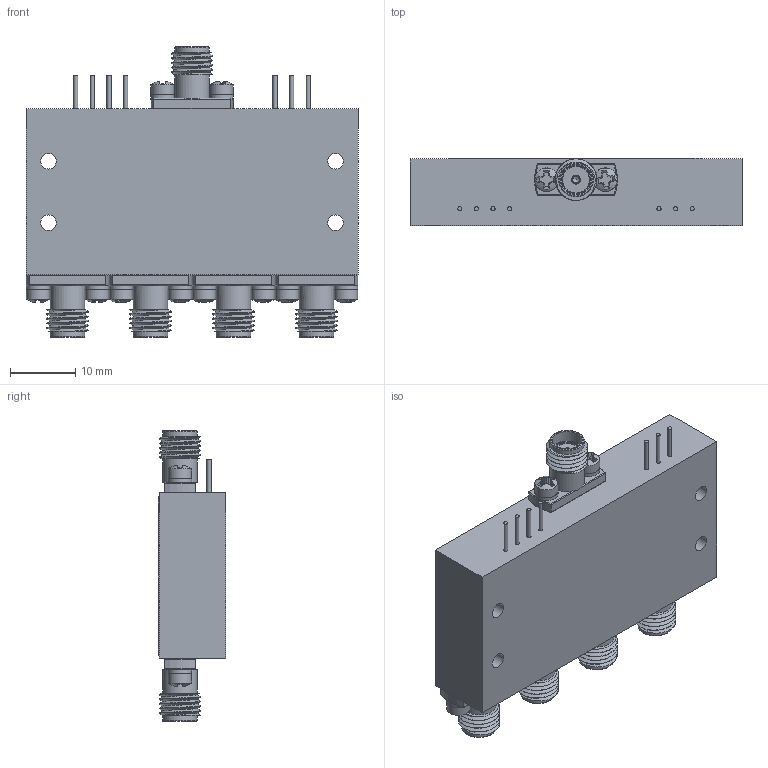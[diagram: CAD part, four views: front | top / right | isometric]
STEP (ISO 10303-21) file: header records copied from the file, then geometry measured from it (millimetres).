
FILE_DESCRIPTION (( 'STEP AP214' ), '1' );
FILE_NAME ('P4T-2G18G-60-T-512-SFF-LV.STEP', '2026-01-29T14:10:08', ( '' ), ( '' ), 'SwSTEP 2.0', 'SolidWorks 2025', '' );
FILE_SCHEMA (( 'AUTOMOTIVE_DESIGN' ));
Length unit declared in the file: inch
Products named in the file (1): P4T-2G18G-60-T-512-SFF-LV
Bounding box: 50.8 x 10.26 x 44.45 mm (x, y, z)
Volume: 14523.9 mm3; surface area: 9609.3 mm2
Topology: 37 solids, 37 shells, 923 faces, 3342 edges, 2769 vertices
Faces by surface type: plane 568, cylinder 160, torus 115, cone 60, bspline 10, sphere 10
Full cylindrical faces by diameter (mm): 0.305 x5, 0.381 x5, 0.635 x7, 1.016 x10, 1.27 x10, 2.184 x10, 2.388 x4, 2.591 x10, 3.302 x5, 3.556 x10, 4.191 x10, 4.597 x5, 5.283 x10
Entity records: 58950 total; most frequent: CARTESIAN_POINT 19333, ORIENTED_EDGE 6192, DIRECTION 4973, EDGE_CURVE 3096, VERTEX_POINT 2739, AXIS2_PLACEMENT_3D 1689, VECTOR 1595, LINE 1595
